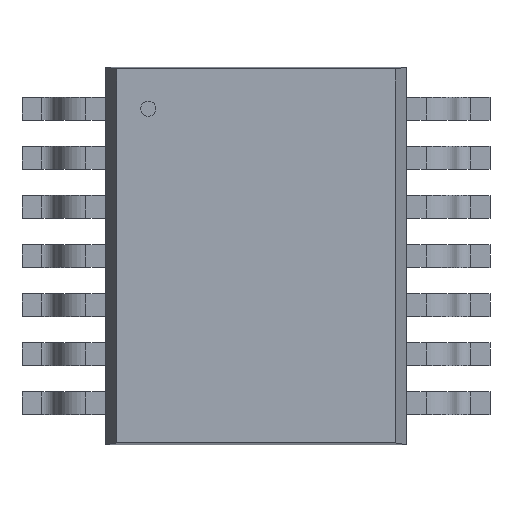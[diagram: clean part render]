
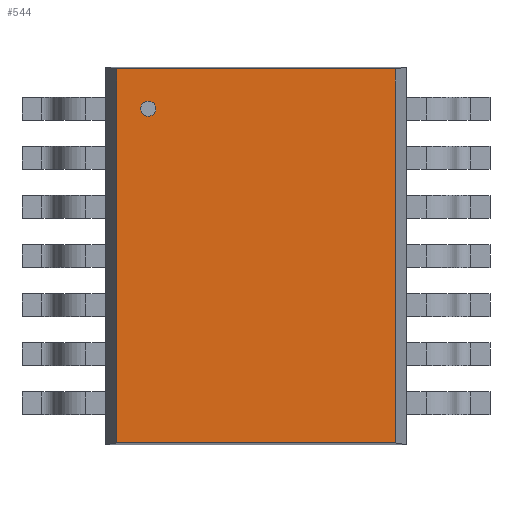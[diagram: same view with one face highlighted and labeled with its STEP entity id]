
A CAD part, top view. The second image highlights one B-rep face of the part: STEP entity #544.
In plain terms, the highlighted planar face has unit normal (0, 0, 1).
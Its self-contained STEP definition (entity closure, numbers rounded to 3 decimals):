
#544=ADVANCED_FACE('',(#550),#545,.T.);
#545=PLANE('',#546);
#546=AXIS2_PLACEMENT_3D('',#547,#548,#549);
#547=CARTESIAN_POINT('',(-1.842,-2.476,1.15));
#548=DIRECTION('',(0.0,0.0,1.0));
#549=DIRECTION('',(0.,1.,0.));
#550=FACE_OUTER_BOUND('',#551,.T.);
#551=EDGE_LOOP('',(#552,#562,#572,#582));
#555=CARTESIAN_POINT('',(1.842,-2.476,1.15));
#554=VERTEX_POINT('',#555);
#557=CARTESIAN_POINT('',(-1.842,-2.476,1.15));
#556=VERTEX_POINT('',#557);
#553=EDGE_CURVE('',#554,#556,#558,.T.);
#558=LINE('',#555,#560);
#560=VECTOR('',#561,3.683);
#561=DIRECTION('',(-1.0,0.0,0.0));
#552=ORIENTED_EDGE('',*,*,#553,.F.);
#565=CARTESIAN_POINT('',(1.842,2.476,1.15));
#564=VERTEX_POINT('',#565);
#563=EDGE_CURVE('',#564,#554,#568,.T.);
#568=LINE('',#565,#570);
#570=VECTOR('',#571,4.953);
#571=DIRECTION('',(0.0,-1.0,0.0));
#562=ORIENTED_EDGE('',*,*,#563,.F.);
#575=CARTESIAN_POINT('',(-1.842,2.476,1.15));
#574=VERTEX_POINT('',#575);
#573=EDGE_CURVE('',#574,#564,#578,.T.);
#578=LINE('',#575,#580);
#580=VECTOR('',#581,3.683);
#581=DIRECTION('',(1.0,0.0,0.0));
#572=ORIENTED_EDGE('',*,*,#573,.F.);
#583=EDGE_CURVE('',#556,#574,#588,.T.);
#588=LINE('',#557,#590);
#590=VECTOR('',#591,4.953);
#591=DIRECTION('',(0.0,1.0,0.0));
#582=ORIENTED_EDGE('',*,*,#583,.F.);
